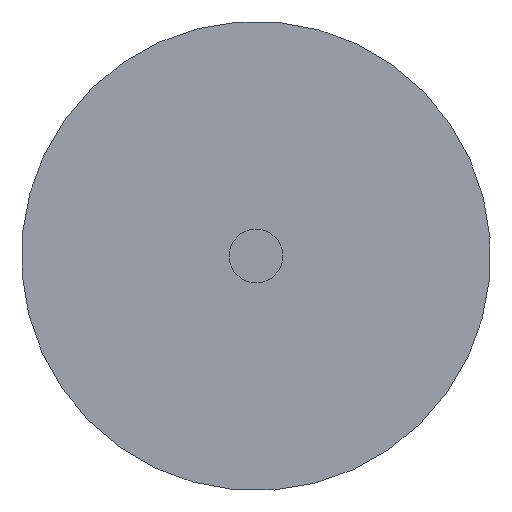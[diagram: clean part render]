
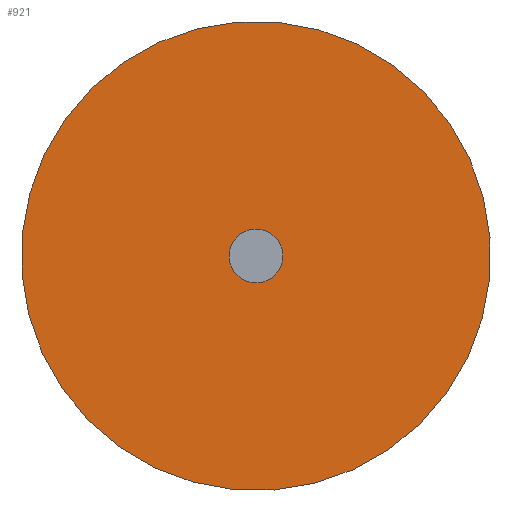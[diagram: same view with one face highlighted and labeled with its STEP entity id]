
A CAD part, front view. The second image highlights one B-rep face of the part: STEP entity #921.
In plain terms, the highlighted planar face has unit normal (0, -1, 0).
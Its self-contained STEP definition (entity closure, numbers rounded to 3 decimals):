
#59=FACE_BOUND('',#247,.T.);
#121=CIRCLE('',#1054,23.779);
#122=CIRCLE('',#1055,23.779);
#123=CIRCLE('',#1057,2.725);
#124=CIRCLE('',#1058,2.725);
#191=FACE_OUTER_BOUND('',#246,.T.);
#246=EDGE_LOOP('',(#814,#815));
#247=EDGE_LOOP('',(#816,#817));
#420=VERTEX_POINT('',#1646);
#421=VERTEX_POINT('',#1647);
#422=VERTEX_POINT('',#1652);
#423=VERTEX_POINT('',#1653);
#551=EDGE_CURVE('',#420,#421,#121,.T.);
#552=EDGE_CURVE('',#421,#420,#122,.T.);
#554=EDGE_CURVE('',#422,#423,#123,.T.);
#555=EDGE_CURVE('',#423,#422,#124,.T.);
#814=ORIENTED_EDGE('',*,*,#551,.T.);
#815=ORIENTED_EDGE('',*,*,#552,.T.);
#816=ORIENTED_EDGE('',*,*,#554,.F.);
#817=ORIENTED_EDGE('',*,*,#555,.F.);
#840=PLANE('',#1056);
#921=ADVANCED_FACE('',(#191,#59),#840,.T.);
#1054=AXIS2_PLACEMENT_3D('',#1648,#1324,#1325);
#1055=AXIS2_PLACEMENT_3D('',#1649,#1326,#1327);
#1056=AXIS2_PLACEMENT_3D('',#1651,#1329,#1330);
#1057=AXIS2_PLACEMENT_3D('',#1654,#1331,#1332);
#1058=AXIS2_PLACEMENT_3D('',#1655,#1333,#1334);
#1324=DIRECTION('center_axis',(0.,-1.,0.));
#1325=DIRECTION('ref_axis',(0.582,0.,0.814));
#1326=DIRECTION('center_axis',(0.,-1.,0.));
#1327=DIRECTION('ref_axis',(0.582,0.,0.814));
#1329=DIRECTION('center_axis',(0.,-1.,0.));
#1330=DIRECTION('ref_axis',(0.814,0.,-0.582));
#1331=DIRECTION('center_axis',(0.,-1.,0.));
#1332=DIRECTION('ref_axis',(0.582,0.,0.814));
#1333=DIRECTION('center_axis',(0.,-1.,0.));
#1334=DIRECTION('ref_axis',(0.582,0.,0.814));
#1646=CARTESIAN_POINT('',(13.829,0.,19.344));
#1647=CARTESIAN_POINT('',(-13.829,0.,-19.344));
#1648=CARTESIAN_POINT('Origin',(0.,0.,
0.));
#1649=CARTESIAN_POINT('Origin',(0.,0.,
0.));
#1651=CARTESIAN_POINT('Origin',(1.585,0.,2.217));
#1652=CARTESIAN_POINT('',(1.585,0.,2.217));
#1653=CARTESIAN_POINT('',(-1.585,0.,-2.217));
#1654=CARTESIAN_POINT('Origin',(0.,0.,
0.));
#1655=CARTESIAN_POINT('Origin',(0.,0.,
0.));
